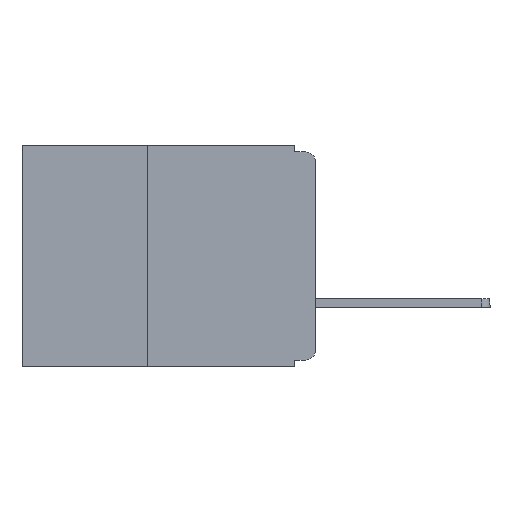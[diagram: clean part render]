
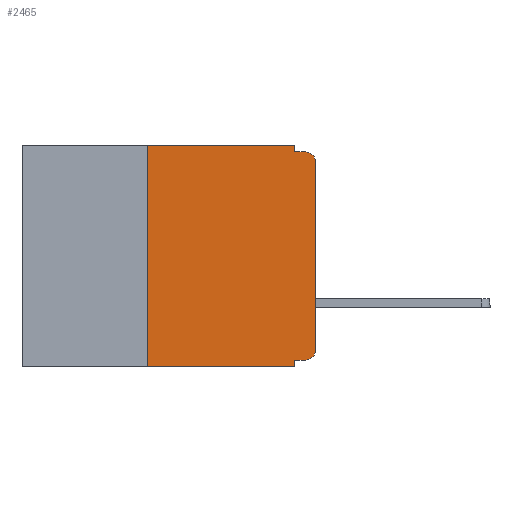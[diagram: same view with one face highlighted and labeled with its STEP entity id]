
A CAD part, left-side view. The second image highlights one B-rep face of the part: STEP entity #2465.
In plain terms, the highlighted planar face has unit normal (-1, 0, 0).
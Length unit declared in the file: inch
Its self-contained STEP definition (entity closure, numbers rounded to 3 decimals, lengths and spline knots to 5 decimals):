
#10 = VERTEX_POINT ( 'NONE', #18604 ) ;
#59 = VERTEX_POINT ( 'NONE', #5199 ) ;
#249 = DIRECTION ( 'NONE',  ( 0., 0., 1. ) ) ;
#336 = CIRCLE ( 'NONE', #14538, 0.015 ) ;
#623 = DIRECTION ( 'NONE',  ( -1., 0., 0. ) ) ;
#681 = CARTESIAN_POINT ( 'NONE',  ( 0., 0.015, -0.025 ) ) ;
#1144 = VERTEX_POINT ( 'NONE', #8631 ) ;
#1744 = EDGE_CURVE ( 'NONE', #1829, #9035, #19004, .T. ) ;
#1829 = VERTEX_POINT ( 'NONE', #3122 ) ;
#1990 = CARTESIAN_POINT ( 'NONE',  ( 0., 0., -0.32 ) ) ;
#2174 = CARTESIAN_POINT ( 'NONE',  ( 0., 0., -0.01 ) ) ;
#2371 = DIRECTION ( 'NONE',  ( 0., 0., -1. ) ) ;
#2465 = ADVANCED_FACE ( 'NONE', ( #9927 ), #16650, .F. ) ;
#2761 = EDGE_CURVE ( 'NONE', #10051, #7232, #12877, .T. ) ;
#2779 = ORIENTED_EDGE ( 'NONE', *, *, #13807, .F. ) ;
#3073 = LINE ( 'NONE', #5456, #7257 ) ;
#3074 = EDGE_CURVE ( 'NONE', #9035, #10051, #10622, .T. ) ;
#3084 = VECTOR ( 'NONE', #17612, 39.37008 ) ;
#3122 = CARTESIAN_POINT ( 'NONE',  ( 0., 0.25, -0.33 ) ) ;
#3264 = ORIENTED_EDGE ( 'NONE', *, *, #15906, .T. ) ;
#3469 = CARTESIAN_POINT ( 'NONE',  ( 0., 0.031, -0.32 ) ) ;
#4043 = LINE ( 'NONE', #4822, #11330 ) ;
#4052 = CARTESIAN_POINT ( 'NONE',  ( 0., 0.031, 0. ) ) ;
#4150 = EDGE_CURVE ( 'NONE', #1144, #59, #10819, .T. ) ;
#4200 = AXIS2_PLACEMENT_3D ( 'NONE', #10099, #623, #11671 ) ;
#4562 = VECTOR ( 'NONE', #14944, 39.37008 ) ;
#4566 = CARTESIAN_POINT ( 'NONE',  ( 0., 0.25, 0. ) ) ;
#4822 = CARTESIAN_POINT ( 'NONE',  ( 0., 0.031, -0.33 ) ) ;
#4965 = ORIENTED_EDGE ( 'NONE', *, *, #2761, .F. ) ;
#5175 = CIRCLE ( 'NONE', #4200, 0.015 ) ;
#5199 = CARTESIAN_POINT ( 'NONE',  ( 0., 0., -0.025 ) ) ;
#5326 = EDGE_LOOP ( 'NONE', ( #20085, #12308, #12798, #4965, #5466, #10076, #18428, #14733, #2779, #3264 ) ) ;
#5456 = CARTESIAN_POINT ( 'NONE',  ( 0., 0.437, -0.33 ) ) ;
#5466 = ORIENTED_EDGE ( 'NONE', *, *, #3074, .F. ) ;
#6429 = CARTESIAN_POINT ( 'NONE',  ( 0., 0.015, -0.32 ) ) ;
#6910 = EDGE_CURVE ( 'NONE', #59, #10, #336, .T. ) ;
#7232 = VERTEX_POINT ( 'NONE', #14062 ) ;
#7257 = VECTOR ( 'NONE', #13253, 39.37008 ) ;
#7353 = VERTEX_POINT ( 'NONE', #3469 ) ;
#8495 = VERTEX_POINT ( 'NONE', #6429 ) ;
#8631 = CARTESIAN_POINT ( 'NONE',  ( 0., 0., -0.305 ) ) ;
#8786 = DIRECTION ( 'NONE',  ( 0., -1., 0. ) ) ;
#9035 = VERTEX_POINT ( 'NONE', #4566 ) ;
#9927 = FACE_OUTER_BOUND ( 'NONE', #5326, .T. ) ;
#10051 = VERTEX_POINT ( 'NONE', #4052 ) ;
#10076 = ORIENTED_EDGE ( 'NONE', *, *, #1744, .F. ) ;
#10099 = CARTESIAN_POINT ( 'NONE',  ( 0., 0.015, -0.305 ) ) ;
#10622 = LINE ( 'NONE', #12272, #12128 ) ;
#10659 = EDGE_CURVE ( 'NONE', #1829, #15290, #3073, .T. ) ;
#10819 = LINE ( 'NONE', #11316, #18670 ) ;
#11036 = EDGE_CURVE ( 'NONE', #7353, #15290, #4043, .T. ) ;
#11316 = CARTESIAN_POINT ( 'NONE',  ( 0., 0., 0. ) ) ;
#11330 = VECTOR ( 'NONE', #12608, 39.37008 ) ;
#11545 = LINE ( 'NONE', #2174, #18892 ) ;
#11671 = DIRECTION ( 'NONE',  ( 0., 0., -1. ) ) ;
#11735 = DIRECTION ( 'NONE',  ( -1., 0., 0. ) ) ;
#11804 = EDGE_CURVE ( 'NONE', #7232, #10, #11545, .T. ) ;
#12128 = VECTOR ( 'NONE', #8786, 39.37008 ) ;
#12272 = CARTESIAN_POINT ( 'NONE',  ( 0., 0.437, 0. ) ) ;
#12308 = ORIENTED_EDGE ( 'NONE', *, *, #6910, .T. ) ;
#12608 = DIRECTION ( 'NONE',  ( 0., 0., -1. ) ) ;
#12798 = ORIENTED_EDGE ( 'NONE', *, *, #11804, .F. ) ;
#12877 = LINE ( 'NONE', #15180, #4562 ) ;
#13253 = DIRECTION ( 'NONE',  ( 0., -1., 0. ) ) ;
#13807 = EDGE_CURVE ( 'NONE', #8495, #7353, #17749, .T. ) ;
#14062 = CARTESIAN_POINT ( 'NONE',  ( 0., 0.031, -0.01 ) ) ;
#14475 = AXIS2_PLACEMENT_3D ( 'NONE', #16655, #17912, #17313 ) ;
#14538 = AXIS2_PLACEMENT_3D ( 'NONE', #681, #11735, #2371 ) ;
#14733 = ORIENTED_EDGE ( 'NONE', *, *, #11036, .F. ) ;
#14944 = DIRECTION ( 'NONE',  ( 0., 0., -1. ) ) ;
#15180 = CARTESIAN_POINT ( 'NONE',  ( 0., 0.031, 0. ) ) ;
#15290 = VERTEX_POINT ( 'NONE', #19452 ) ;
#15906 = EDGE_CURVE ( 'NONE', #8495, #1144, #5175, .T. ) ;
#16650 = PLANE ( 'NONE',  #14475 ) ;
#16655 = CARTESIAN_POINT ( 'NONE',  ( 0., 0.437, 0. ) ) ;
#17313 = DIRECTION ( 'NONE',  ( 0., 0., -1. ) ) ;
#17612 = DIRECTION ( 'NONE',  ( 0., 1., 0. ) ) ;
#17749 = LINE ( 'NONE', #1990, #3084 ) ;
#17845 = DIRECTION ( 'NONE',  ( 0., -1., 0. ) ) ;
#17912 = DIRECTION ( 'NONE',  ( 1., 0., 0. ) ) ;
#18428 = ORIENTED_EDGE ( 'NONE', *, *, #10659, .T. ) ;
#18545 = VECTOR ( 'NONE', #18795, 39.37008 ) ;
#18604 = CARTESIAN_POINT ( 'NONE',  ( 0., 0.015, -0.01 ) ) ;
#18670 = VECTOR ( 'NONE', #249, 39.37008 ) ;
#18795 = DIRECTION ( 'NONE',  ( 0., 0., 1. ) ) ;
#18892 = VECTOR ( 'NONE', #17845, 39.37008 ) ;
#19004 = LINE ( 'NONE', #19743, #18545 ) ;
#19452 = CARTESIAN_POINT ( 'NONE',  ( 0., 0.031, -0.33 ) ) ;
#19743 = CARTESIAN_POINT ( 'NONE',  ( 0., 0.25, -0.33 ) ) ;
#20085 = ORIENTED_EDGE ( 'NONE', *, *, #4150, .T. ) ;
